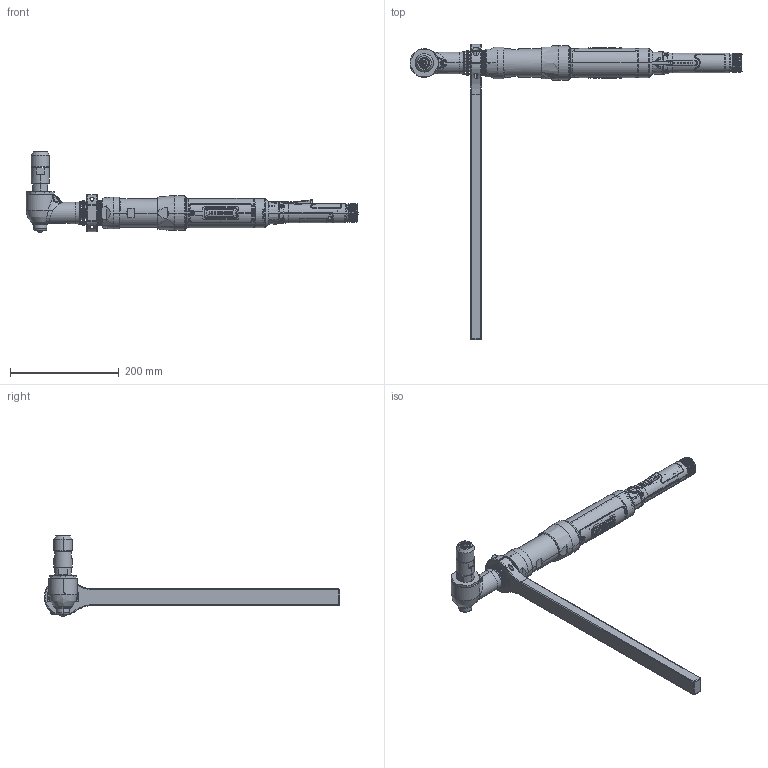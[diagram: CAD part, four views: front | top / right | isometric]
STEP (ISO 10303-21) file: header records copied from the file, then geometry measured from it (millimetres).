
FILE_DESCRIPTION((''),'2;1');
FILE_NAME('EB45LH26V2-155','2012-02-06T',('MAM0508'),(''),'PRO/ENGINEER BY PARAMETRIC TECHNOLOGY CORPORATION, 2010430','PRO/ENGINEER BY PARAMETRIC TECHNOLOGY CORPORATION, 2010430','');
FILE_SCHEMA(('CONFIG_CONTROL_DESIGN'));
Products named in the file (1): EB45LH26V2-155
Bounding box: 609.87 x 542.12 x 147.24 mm (x, y, z)
Surface area: 228177.4 mm2 (no closed solid volume)
Topology: 0 solids, 240 shells, 889 faces, 5085 edges, 4356 vertices
Faces by surface type: cylinder 378, plane 179, bspline 171, cone 76, torus 58, extrusion 21, sphere 6
Entity records: 67371 total; most frequent: CARTESIAN_POINT 32721, ORIENTED_EDGE 6162, DIRECTION 6140, EDGE_CURVE 5083, VERTEX_POINT 4356, AXIS2_PLACEMENT_3D 2091, VECTOR 1958, LINE 1937
